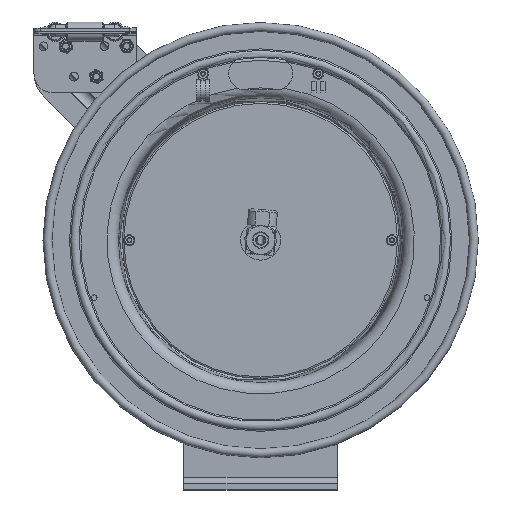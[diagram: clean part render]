
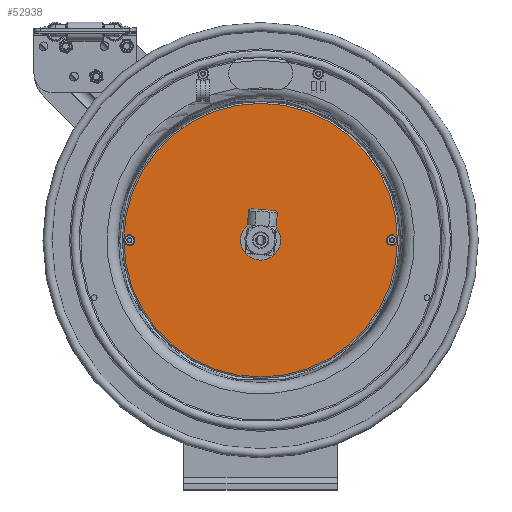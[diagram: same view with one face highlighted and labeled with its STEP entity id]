
A CAD part, top view. The second image highlights one B-rep face of the part: STEP entity #52938.
In plain terms, the highlighted planar face has unit normal (0, 0, 1).
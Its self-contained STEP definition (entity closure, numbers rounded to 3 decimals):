
#13676=FACE_BOUND('',#16873,.T.);
#13677=FACE_BOUND('',#16874,.T.);
#13678=FACE_BOUND('',#16875,.T.);
#14086=PLANE('',#55214);
#15060=FACE_OUTER_BOUND('',#16872,.T.);
#16872=EDGE_LOOP('',(#38273,#38274));
#16873=EDGE_LOOP('',(#38275));
#16874=EDGE_LOOP('',(#38276));
#16875=EDGE_LOOP('',(#38277));
#19093=CIRCLE('',#55209,5.345);
#19094=CIRCLE('',#55210,5.345);
#19098=CIRCLE('',#55215,0.1);
#19099=CIRCLE('',#55216,0.1);
#19100=CIRCLE('',#55217,0.65);
#21022=VERTEX_POINT('',#71424);
#21023=VERTEX_POINT('',#71425);
#21026=VERTEX_POINT('',#71434);
#21027=VERTEX_POINT('',#71436);
#21028=VERTEX_POINT('',#71438);
#28771=EDGE_CURVE('',#21022,#21023,#19093,.T.);
#28772=EDGE_CURVE('',#21023,#21022,#19094,.T.);
#28776=EDGE_CURVE('',#21026,#21026,#19098,.T.);
#28777=EDGE_CURVE('',#21027,#21027,#19099,.T.);
#28778=EDGE_CURVE('',#21028,#21028,#19100,.T.);
#38273=ORIENTED_EDGE('',*,*,#28771,.T.);
#38274=ORIENTED_EDGE('',*,*,#28772,.T.);
#38275=ORIENTED_EDGE('',*,*,#28776,.T.);
#38276=ORIENTED_EDGE('',*,*,#28777,.T.);
#38277=ORIENTED_EDGE('',*,*,#28778,.T.);
#52938=ADVANCED_FACE('',(#15060,#13676,#13677,#13678),#14086,.T.);
#55209=AXIS2_PLACEMENT_3D('',#71426,#58839,#58840);
#55210=AXIS2_PLACEMENT_3D('',#71427,#58841,#58842);
#55214=AXIS2_PLACEMENT_3D('',#71433,#58849,#58850);
#55215=AXIS2_PLACEMENT_3D('',#71435,#58851,#58852);
#55216=AXIS2_PLACEMENT_3D('',#71437,#58853,#58854);
#55217=AXIS2_PLACEMENT_3D('',#71439,#58855,#58856);
#58839=DIRECTION('center_axis',(0.,0.,
1.));
#58840=DIRECTION('ref_axis',(0.,1.,0.));
#58841=DIRECTION('center_axis',(0.,0.,
1.));
#58842=DIRECTION('ref_axis',(0.,1.,0.));
#58849=DIRECTION('center_axis',(0.,0.,
1.));
#58850=DIRECTION('ref_axis',(1.,0.,0.));
#58851=DIRECTION('center_axis',(0.,0.,
-1.));
#58852=DIRECTION('ref_axis',(0.,1.,0.));
#58853=DIRECTION('center_axis',(0.,0.,
-1.));
#58854=DIRECTION('ref_axis',(0.,1.,0.));
#58855=DIRECTION('center_axis',(0.,0.,
-1.));
#58856=DIRECTION('ref_axis',(0.,-1.,0.));
#71424=CARTESIAN_POINT('',(-0.031,5.801,2.804));
#71425=CARTESIAN_POINT('',(-5.376,0.456,2.804));
#71426=CARTESIAN_POINT('Origin',(-0.031,0.456,
2.804));
#71427=CARTESIAN_POINT('Origin',(-0.031,0.456,
2.804));
#71433=CARTESIAN_POINT('Origin',(-0.031,3.129,2.804));
#71434=CARTESIAN_POINT('',(5.094,0.556,2.804));
#71435=CARTESIAN_POINT('Origin',(5.094,0.456,2.804));
#71436=CARTESIAN_POINT('',(-5.156,0.556,2.804));
#71437=CARTESIAN_POINT('Origin',(-5.156,0.456,2.804));
#71438=CARTESIAN_POINT('',(-0.031,1.106,2.804));
#71439=CARTESIAN_POINT('Origin',(-0.031,0.456,
2.804));
